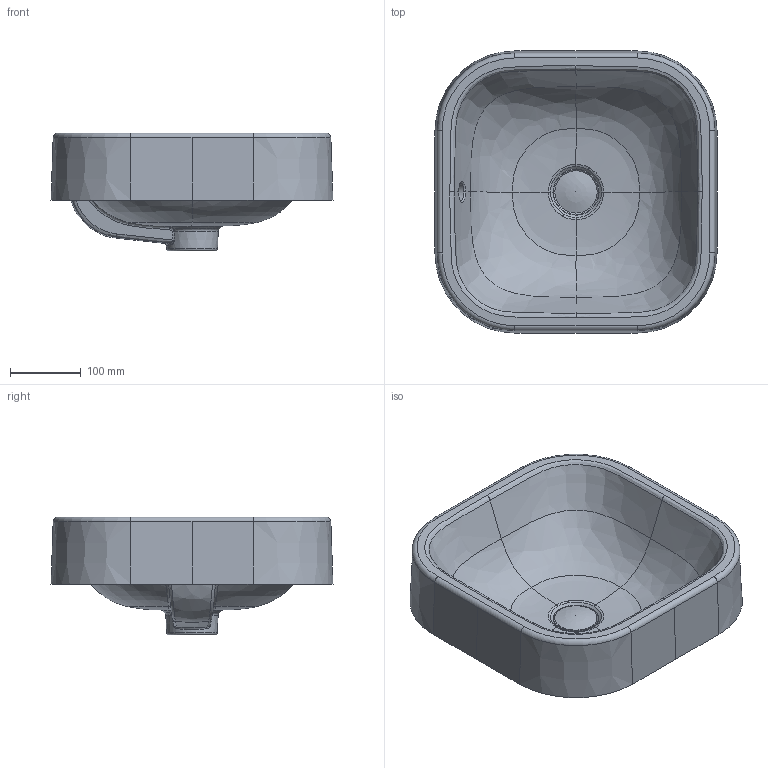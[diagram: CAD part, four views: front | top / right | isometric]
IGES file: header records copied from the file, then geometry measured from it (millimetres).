
Global section: file name: No Iges File Name specified; native system: Autodesk Inventor 2011; preprocessor: AutoDesk Inventor Iges Exporter R2011; author: Administrator; date: 20130610.185355; units: millimetre
Bounding box: 399.86 x 399.86 x 167.13 mm (x, y, z)
Volume: 6394412.3 mm3; surface area: 541524 mm2
Topology: 3 solids, 3 shells, 205 faces, 493 edges, 287 vertices
Faces by surface type: bspline 101, plane 43, revolution 25, cylinder 18, torus 11, cone 7
Full cylindrical faces by diameter (mm): 44 x1, 60 x1
